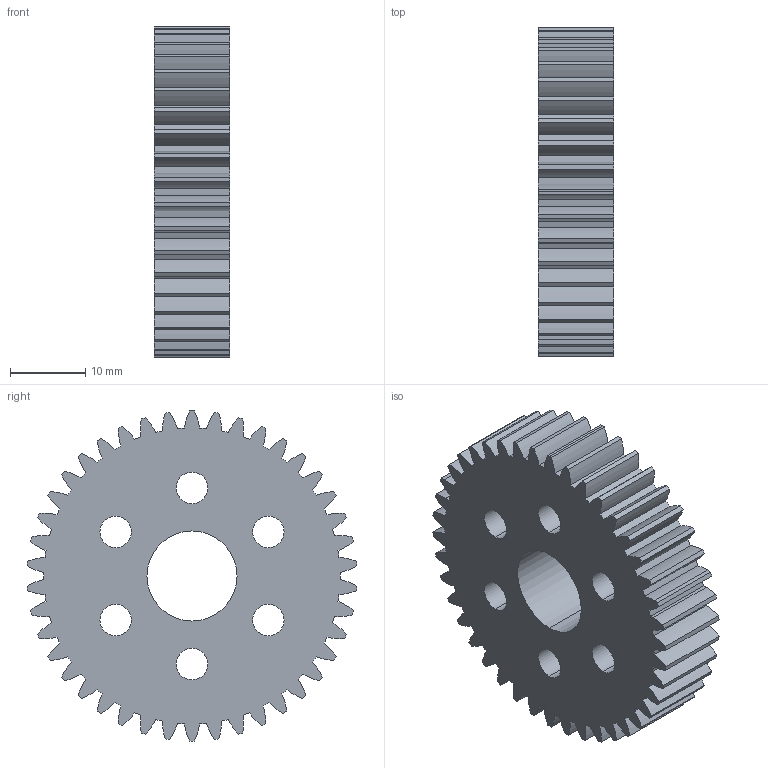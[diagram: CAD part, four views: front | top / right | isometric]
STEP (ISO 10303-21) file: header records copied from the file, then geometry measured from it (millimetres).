
FILE_DESCRIPTION (( 'STEP AP203' ), '1' );
FILE_NAME ('Oberarm_gear_oben.STEP', '2025-11-05T11:30:01', ( '' ), ( '' ), 'SwSTEP 2.0', 'SolidWorks 2024', '' );
FILE_SCHEMA (( 'CONFIG_CONTROL_DESIGN' ));
Length unit declared in the file: millimetre
Products named in the file (1): Oberarm_gear_oben
Bounding box: 10 x 43.92 x 44 mm (x, y, z)
Volume: 10994.4 mm3; surface area: 6387.7 mm2
Topology: 1 solids, 1 shells, 207 faces, 597 edges, 398 vertices
Faces by surface type: cylinder 199, plane 8
Entity records: 7154 total; most frequent: DIRECTION 1411, CARTESIAN_POINT 1203, ORIENTED_EDGE 1194, AXIS2_PLACEMENT_3D 606, EDGE_CURVE 597, CIRCLE 398, VERTEX_POINT 398, EDGE_LOOP 227
